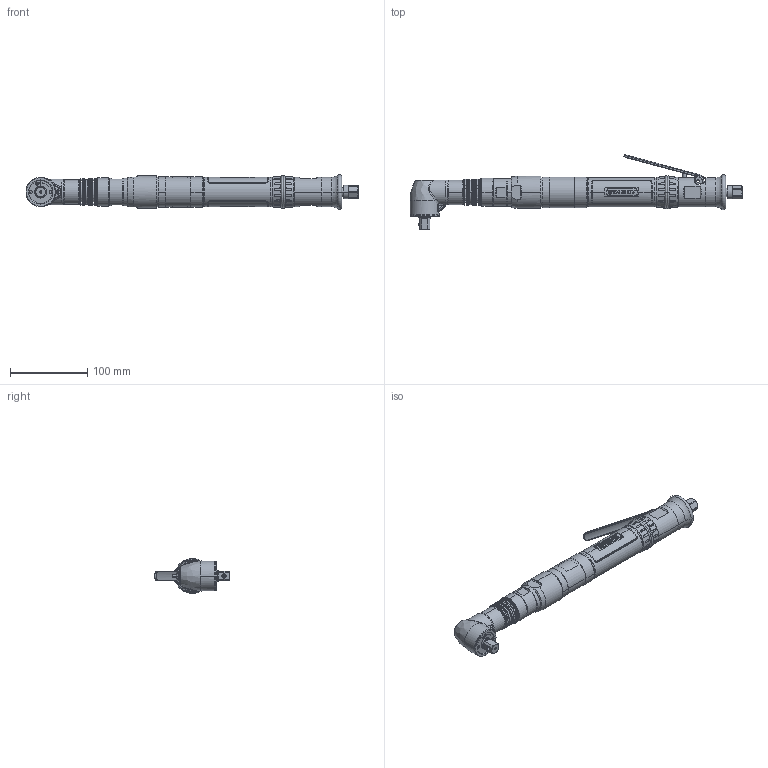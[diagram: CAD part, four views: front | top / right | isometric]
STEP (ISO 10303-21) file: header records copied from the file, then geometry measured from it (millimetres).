
FILE_DESCRIPTION((''),'2;1');
FILE_NAME('AA33LA19-59','2010-09-07T',('EJF1116'),(''),'PRO/ENGINEER BY PARAMETRIC TECHNOLOGY CORPORATION, 2005030','PRO/ENGINEER BY PARAMETRIC TECHNOLOGY CORPORATION, 2005030','');
FILE_SCHEMA(('CONFIG_CONTROL_DESIGN'));
Products named in the file (1): AA33LA19-59
Bounding box: 430.96 x 97.22 x 45.42 mm (x, y, z)
Surface area: 112997.3 mm2 (no closed solid volume)
Topology: 0 solids, 94 shells, 928 faces, 4609 edges, 3543 vertices
Faces by surface type: cylinder 402, plane 252, cone 109, bspline 83, torus 80, sphere 2
Entity records: 79892 total; most frequent: CARTESIAN_POINT 47802, ORIENTED_EDGE 6192, DIRECTION 5691, EDGE_CURVE 4606, VERTEX_POINT 3543, AXIS2_PLACEMENT_3D 2154, B_SPLINE_CURVE_WITH_KNOTS 1914, VECTOR 1383
